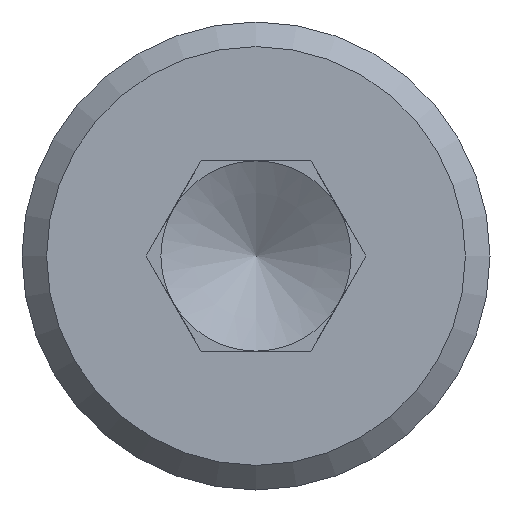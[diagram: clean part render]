
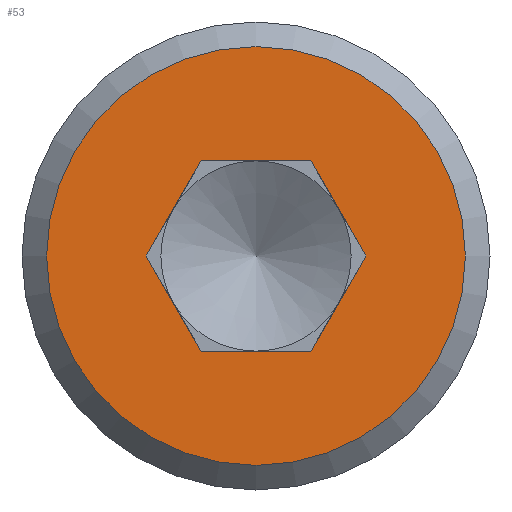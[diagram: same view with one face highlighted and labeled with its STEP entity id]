
A CAD part, left-side view. The second image highlights one B-rep face of the part: STEP entity #53.
In plain terms, the highlighted planar face has unit normal (-1, 0, 0).
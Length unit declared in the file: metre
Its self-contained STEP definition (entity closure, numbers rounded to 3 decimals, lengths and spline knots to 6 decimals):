
#53 = ADVANCED_FACE( '', ( #117, #118 ), #119, .T. );
#117 = FACE_BOUND( '', #195, .T. );
#118 = FACE_OUTER_BOUND( '', #196, .T. );
#119 = PLANE( '', #197 );
#195 = EDGE_LOOP( '', ( #281, #282, #283, #284, #285, #286 ) );
#196 = EDGE_LOOP( '', ( #287 ) );
#197 = AXIS2_PLACEMENT_3D( '', #288, #289, #290 );
#281 = ORIENTED_EDGE( '', *, *, #413, .T. );
#282 = ORIENTED_EDGE( '', *, *, #427, .F. );
#283 = ORIENTED_EDGE( '', *, *, #428, .T. );
#284 = ORIENTED_EDGE( '', *, *, #429, .T. );
#285 = ORIENTED_EDGE( '', *, *, #430, .F. );
#286 = ORIENTED_EDGE( '', *, *, #431, .F. );
#287 = ORIENTED_EDGE( '', *, *, #432, .T. );
#288 = CARTESIAN_POINT( '', ( 0., 0., 0. ) );
#289 = DIRECTION( '', ( -1., 0., 0. ) );
#290 = DIRECTION( '', ( 0., 0., 1. ) );
#413 = EDGE_CURVE( '', #472, #473, #474, .T. );
#427 = EDGE_CURVE( '', #495, #473, #496, .T. );
#428 = EDGE_CURVE( '', #495, #497, #498, .T. );
#429 = EDGE_CURVE( '', #497, #499, #500, .T. );
#430 = EDGE_CURVE( '', #501, #499, #502, .T. );
#431 = EDGE_CURVE( '', #472, #501, #503, .T. );
#432 = EDGE_CURVE( '', #504, #504, #505, .T. );
#472 = VERTEX_POINT( '', #555 );
#473 = VERTEX_POINT( '', #556 );
#474 = LINE( '', #557, #558 );
#495 = VERTEX_POINT( '', #584 );
#496 = LINE( '', #585, #586 );
#497 = VERTEX_POINT( '', #587 );
#498 = LINE( '', #588, #589 );
#499 = VERTEX_POINT( '', #590 );
#500 = LINE( '', #591, #592 );
#501 = VERTEX_POINT( '', #593 );
#502 = LINE( '', #594, #595 );
#503 = LINE( '', #596, #597 );
#504 = VERTEX_POINT( '', #598 );
#505 = CIRCLE( '', #599, 0.0017 );
#555 = CARTESIAN_POINT( '', ( 0., 0.000892, 0. ) );
#556 = CARTESIAN_POINT( '', ( 0., 0.000446, 0.000773 ) );
#557 = CARTESIAN_POINT( '', ( 0., 0.000892, 0. ) );
#558 = VECTOR( '', #661, 1. );
#584 = CARTESIAN_POINT( '', ( 0., -0.000446, 0.000773 ) );
#585 = CARTESIAN_POINT( '', ( 0., -0.000446, 0.000773 ) );
#586 = VECTOR( '', #679, 1. );
#587 = CARTESIAN_POINT( '', ( 0., -0.000892, 0. ) );
#588 = CARTESIAN_POINT( '', ( 0., -0.000446, 0.000773 ) );
#589 = VECTOR( '', #680, 1. );
#590 = CARTESIAN_POINT( '', ( 0., -0.000446, -0.000773 ) );
#591 = CARTESIAN_POINT( '', ( 0., -0.000892, 0. ) );
#592 = VECTOR( '', #681, 1. );
#593 = CARTESIAN_POINT( '', ( 0., 0.000446, -0.000773 ) );
#594 = CARTESIAN_POINT( '', ( 0., 0.000446, -0.000773 ) );
#595 = VECTOR( '', #682, 1. );
#596 = CARTESIAN_POINT( '', ( 0., 0.000892, 0. ) );
#597 = VECTOR( '', #683, 1. );
#598 = CARTESIAN_POINT( '', ( 0., 0., 0.0017 ) );
#599 = AXIS2_PLACEMENT_3D( '', #684, #685, #686 );
#661 = DIRECTION( '', ( 0., -0.5, 0.866 ) );
#679 = DIRECTION( '', ( 0., 1., 0. ) );
#680 = DIRECTION( '', ( 0., -0.5, -0.866 ) );
#681 = DIRECTION( '', ( 0., 0.5, -0.866 ) );
#682 = DIRECTION( '', ( 0., -1., 0. ) );
#683 = DIRECTION( '', ( 0., -0.5, -0.866 ) );
#684 = CARTESIAN_POINT( '', ( 0., 0., 0. ) );
#685 = DIRECTION( '', ( -1., 0., 0. ) );
#686 = DIRECTION( '', ( 0., 0., 1. ) );
